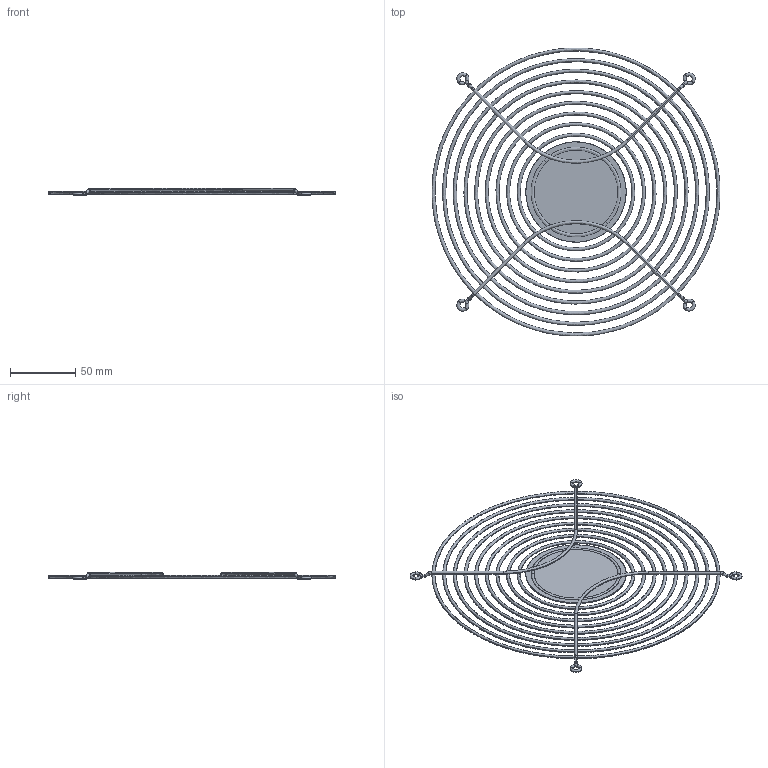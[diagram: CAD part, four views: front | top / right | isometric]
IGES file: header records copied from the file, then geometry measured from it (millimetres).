
Global section: file name: py254.mc9; native system: MASTERCAM; preprocessor: 1; date: 180831.201303; units: millimetre
Bounding box: 221.33 x 221.33 x 5.5 mm (x, y, z)
Surface area: 44708.5 mm2 (no closed solid volume)
Topology: 0 solids, 0 shells, 126 faces, 2608 edges, 2608 vertices
Faces by surface type: bspline 126
